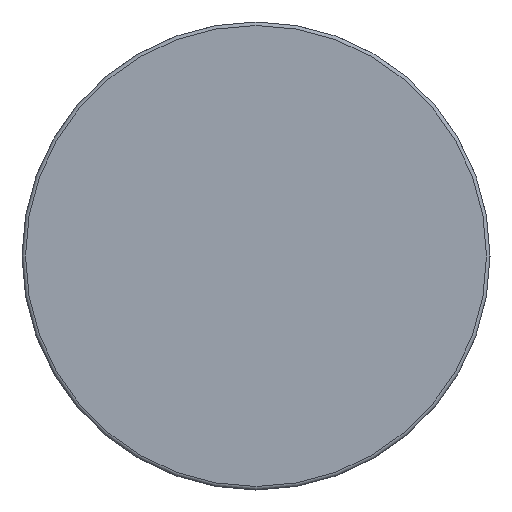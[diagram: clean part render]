
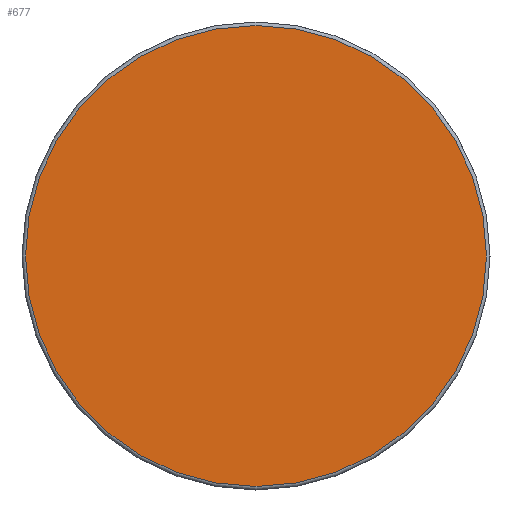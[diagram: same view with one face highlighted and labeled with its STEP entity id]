
A CAD part, front view. The second image highlights one B-rep face of the part: STEP entity #677.
In plain terms, the highlighted planar face has unit normal (0, -1, 0).
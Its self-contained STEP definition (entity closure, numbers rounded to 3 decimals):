
#56=PLANE('',#793);
#134=FACE_OUTER_BOUND('',#174,.T.);
#174=EDGE_LOOP('',(#622,#623));
#236=CIRCLE('',#756,16.25);
#237=CIRCLE('',#757,16.25);
#307=VERTEX_POINT('',#1187);
#308=VERTEX_POINT('',#1189);
#396=EDGE_CURVE('',#307,#308,#236,.T.);
#397=EDGE_CURVE('',#308,#307,#237,.T.);
#622=ORIENTED_EDGE('',*,*,#397,.F.);
#623=ORIENTED_EDGE('',*,*,#396,.F.);
#677=ADVANCED_FACE('',(#134),#56,.T.);
#756=AXIS2_PLACEMENT_3D('',#1190,#923,#924);
#757=AXIS2_PLACEMENT_3D('',#1191,#925,#926);
#793=AXIS2_PLACEMENT_3D('',#1252,#1001,#1002);
#923=DIRECTION('center_axis',(0.,1.,0.));
#924=DIRECTION('ref_axis',(-1.,0.,0.));
#925=DIRECTION('center_axis',(0.,1.,0.));
#926=DIRECTION('ref_axis',(-1.,0.,0.));
#1001=DIRECTION('center_axis',(0.,-1.,0.));
#1002=DIRECTION('ref_axis',(0.,0.,-1.));
#1187=CARTESIAN_POINT('',(0.,0.,-16.25));
#1189=CARTESIAN_POINT('',(-16.25,0.,0.));
#1190=CARTESIAN_POINT('Origin',(0.,0.,0.));
#1191=CARTESIAN_POINT('Origin',(0.,0.,0.));
#1252=CARTESIAN_POINT('Origin',(-8.125,0.,0.));
